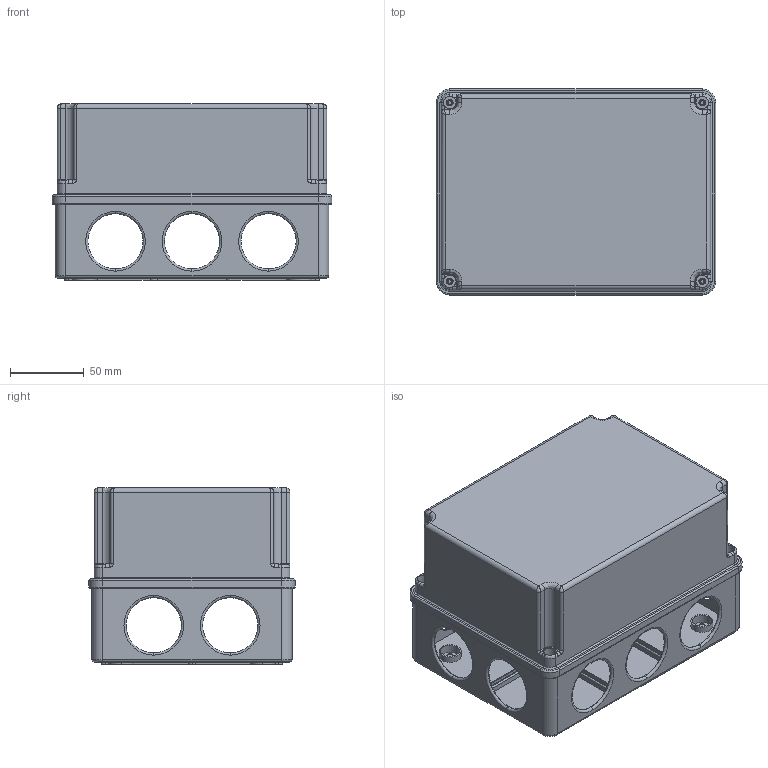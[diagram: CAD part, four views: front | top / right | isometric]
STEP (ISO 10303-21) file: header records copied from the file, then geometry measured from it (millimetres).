
FILE_DESCRIPTION (( 'STEP AP214' ), '1' );
FILE_NAME ('UKO10-190-140-120-K41-44ñ.STEP', '2021-12-08T12:44:41', ( '' ), ( '' ), 'SwSTEP 2.0', 'SolidWorks 2021', '' );
FILE_SCHEMA (( 'AUTOMOTIVE_DESIGN' ));
Length unit declared in the file: millimetre
Products named in the file (1): UKO10-190-140-120-K41-44ñ
Bounding box: 190 x 140 x 120 mm (x, y, z)
Volume: 215308.1 mm3; surface area: 258767.8 mm2
Topology: 2 solids, 2 shells, 708 faces, 1777 edges, 1090 vertices
Faces by surface type: cylinder 327, plane 261, bspline 84, torus 36
Entity records: 24169 total; most frequent: CARTESIAN_POINT 7296, DIRECTION 3583, ORIENTED_EDGE 3522, EDGE_CURVE 1761, AXIS2_PLACEMENT_3D 1324, VERTEX_POINT 1090, VECTOR 935, LINE 935
